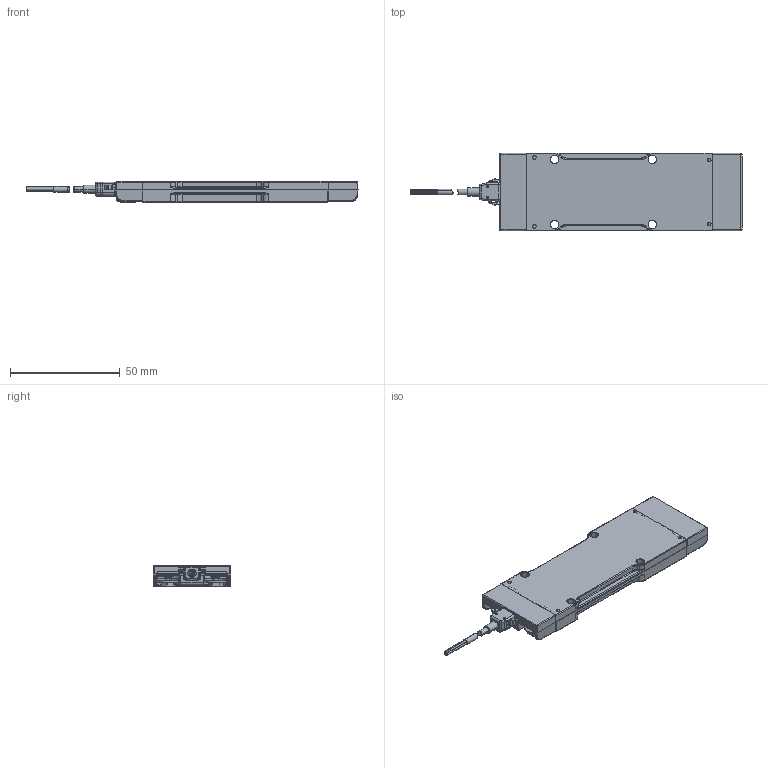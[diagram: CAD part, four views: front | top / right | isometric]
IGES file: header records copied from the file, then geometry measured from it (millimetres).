
Start section: SolidWorks IGES file using analytic representation for surfaces
Global section: file name: 4414 VIA_chassis_w_comm.IGS; native system: SolidWorks 2017; preprocessor: SolidWorks 2017; author: chliu; date: 210104.091827; units: millimetre
Bounding box: 151.55 x 35.54 x 9.6 mm (x, y, z)
Surface area: 27505.9 mm2 (no closed solid volume)
Topology: 0 solids, 0 shells, 2052 faces, 20675 edges, 20637 vertices
Faces by surface type: revolution 1112, bspline 940
